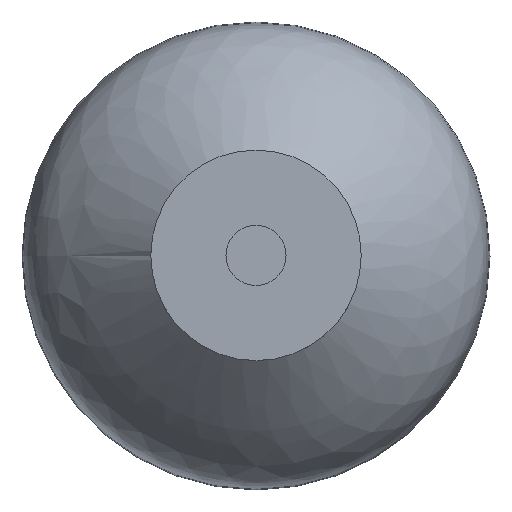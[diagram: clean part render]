
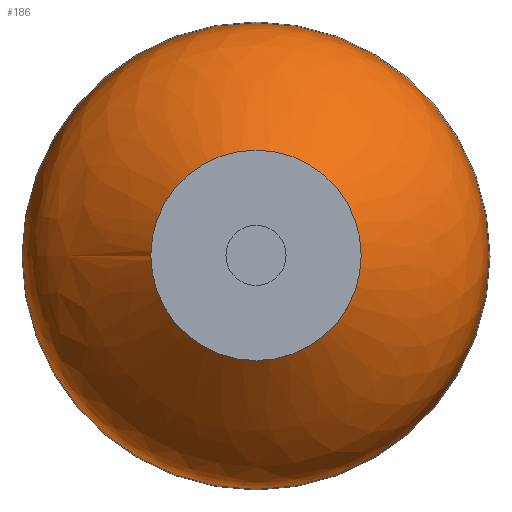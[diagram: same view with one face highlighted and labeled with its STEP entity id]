
A CAD part, top view. The second image highlights one B-rep face of the part: STEP entity #186.
In plain terms, the highlighted free-form (B-spline) face has degree [2, 2] with [3, 9] control points.
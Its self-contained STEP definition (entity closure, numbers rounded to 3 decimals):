
#16=(
BOUNDED_CURVE()
B_SPLINE_CURVE(2,(#357,#358,#359),.UNSPECIFIED.,.F.,.F.)
B_SPLINE_CURVE_WITH_KNOTS((3,3),(0.,10.711),.UNSPECIFIED.)
CURVE()
GEOMETRIC_REPRESENTATION_ITEM()
RATIONAL_B_SPLINE_CURVE((1.,3.,1.))
REPRESENTATION_ITEM('')
);
#18=(
BOUNDED_SURFACE()
B_SPLINE_SURFACE(2,2,((#329,#330,#331,#332,#333,#334,#335,#336,#337),(#338,
#339,#340,#341,#342,#343,#344,#345,#346),(#347,#348,#349,#350,#351,#352,
#353,#354,#355)),.UNSPECIFIED.,.F.,.T.,.F.)
B_SPLINE_SURFACE_WITH_KNOTS((3,3),(3,2,2,2,3),(-10.711,0.),(0.,
1.571,3.142,4.712,6.283),
 .UNSPECIFIED.)
GEOMETRIC_REPRESENTATION_ITEM()
RATIONAL_B_SPLINE_SURFACE(((1.,0.707,1.,0.707,1.,
0.707,1.,0.707,1.),(3.,2.121,3.,2.121,
3.,2.121,3.,2.121,3.),(1.,0.707,1.,0.707,
1.,0.707,1.,0.707,1.)))
REPRESENTATION_ITEM('')
SURFACE()
);
#47=FACE_OUTER_BOUND('',#63,.T.);
#63=EDGE_LOOP('',(#149,#150,#151,#152,#153,#154));
#75=CIRCLE('',#221,16.66);
#76=CIRCLE('',#222,16.66);
#77=CIRCLE('',#223,77.5);
#78=CIRCLE('',#224,77.5);
#92=VERTEX_POINT('',#324);
#93=VERTEX_POINT('',#325);
#94=VERTEX_POINT('',#356);
#95=VERTEX_POINT('',#360);
#111=EDGE_CURVE('',#92,#93,#75,.T.);
#112=EDGE_CURVE('',#93,#92,#76,.T.);
#114=EDGE_CURVE('',#92,#94,#16,.T.);
#115=EDGE_CURVE('',#95,#94,#77,.T.);
#116=EDGE_CURVE('',#94,#95,#78,.T.);
#149=ORIENTED_EDGE('',*,*,#114,.F.);
#150=ORIENTED_EDGE('',*,*,#111,.T.);
#151=ORIENTED_EDGE('',*,*,#112,.T.);
#152=ORIENTED_EDGE('',*,*,#114,.T.);
#153=ORIENTED_EDGE('',*,*,#115,.F.);
#154=ORIENTED_EDGE('',*,*,#116,.F.);
#186=ADVANCED_FACE('',(#47),#18,.T.);
#221=AXIS2_PLACEMENT_3D('',#326,#271,#272);
#222=AXIS2_PLACEMENT_3D('',#327,#273,#274);
#223=AXIS2_PLACEMENT_3D('',#361,#276,#277);
#224=AXIS2_PLACEMENT_3D('',#362,#278,#279);
#271=DIRECTION('center_axis',(0.,0.,-1.));
#272=DIRECTION('ref_axis',(1.,0.,0.));
#273=DIRECTION('center_axis',(0.,0.,-1.));
#274=DIRECTION('ref_axis',(1.,0.,0.));
#276=DIRECTION('center_axis',(0.,0.,-1.));
#277=DIRECTION('ref_axis',(1.,0.,0.));
#278=DIRECTION('center_axis',(0.,0.,-1.));
#279=DIRECTION('ref_axis',(1.,0.,0.));
#324=CARTESIAN_POINT('',(-16.66,0.,85.));
#325=CARTESIAN_POINT('',(16.66,0.,85.));
#326=CARTESIAN_POINT('Origin',(0.,0.,85.));
#327=CARTESIAN_POINT('Origin',(0.,0.,85.));
#329=CARTESIAN_POINT('Ctrl Pts',(-77.5,0.,1.326));
#330=CARTESIAN_POINT('Ctrl Pts',(-77.5,77.5,1.326));
#331=CARTESIAN_POINT('Ctrl Pts',(0.,77.5,1.326));
#332=CARTESIAN_POINT('Ctrl Pts',(77.5,77.5,1.326));
#333=CARTESIAN_POINT('Ctrl Pts',(77.5,0.,1.326));
#334=CARTESIAN_POINT('Ctrl Pts',(77.5,-77.5,1.326));
#335=CARTESIAN_POINT('Ctrl Pts',(0.,-77.5,1.326));
#336=CARTESIAN_POINT('Ctrl Pts',(-77.5,-77.5,1.326));
#337=CARTESIAN_POINT('Ctrl Pts',(-77.5,0.,1.326));
#338=CARTESIAN_POINT('Ctrl Pts',(-77.852,0.,29.557));
#339=CARTESIAN_POINT('Ctrl Pts',(-77.852,77.852,29.557));
#340=CARTESIAN_POINT('Ctrl Pts',(0.,77.852,29.557));
#341=CARTESIAN_POINT('Ctrl Pts',(77.852,77.852,29.557));
#342=CARTESIAN_POINT('Ctrl Pts',(77.852,0.,29.557));
#343=CARTESIAN_POINT('Ctrl Pts',(77.852,-77.852,29.557));
#344=CARTESIAN_POINT('Ctrl Pts',(0.,-77.852,29.557));
#345=CARTESIAN_POINT('Ctrl Pts',(-77.852,-77.852,29.557));
#346=CARTESIAN_POINT('Ctrl Pts',(-77.852,0.,29.557));
#347=CARTESIAN_POINT('Ctrl Pts',(-16.66,0.,85.));
#348=CARTESIAN_POINT('Ctrl Pts',(-16.66,16.66,85.));
#349=CARTESIAN_POINT('Ctrl Pts',(0.,16.66,85.));
#350=CARTESIAN_POINT('Ctrl Pts',(16.66,16.66,85.));
#351=CARTESIAN_POINT('Ctrl Pts',(16.66,0.,85.));
#352=CARTESIAN_POINT('Ctrl Pts',(16.66,-16.66,85.));
#353=CARTESIAN_POINT('Ctrl Pts',(0.,-16.66,85.));
#354=CARTESIAN_POINT('Ctrl Pts',(-16.66,-16.66,85.));
#355=CARTESIAN_POINT('Ctrl Pts',(-16.66,0.,85.));
#356=CARTESIAN_POINT('',(-77.5,0.,1.326));
#357=CARTESIAN_POINT('Ctrl Pts',(-16.66,0.,85.));
#358=CARTESIAN_POINT('Ctrl Pts',(-77.852,0.,29.557));
#359=CARTESIAN_POINT('Ctrl Pts',(-77.5,0.,1.326));
#360=CARTESIAN_POINT('',(77.5,0.,1.326));
#361=CARTESIAN_POINT('Origin',(0.,0.,1.326));
#362=CARTESIAN_POINT('Origin',(0.,0.,1.326));
